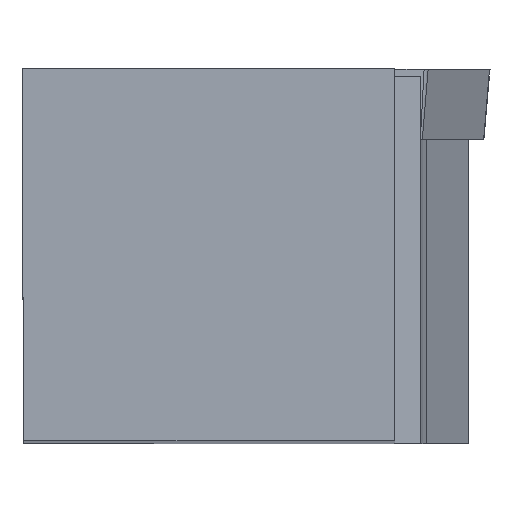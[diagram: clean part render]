
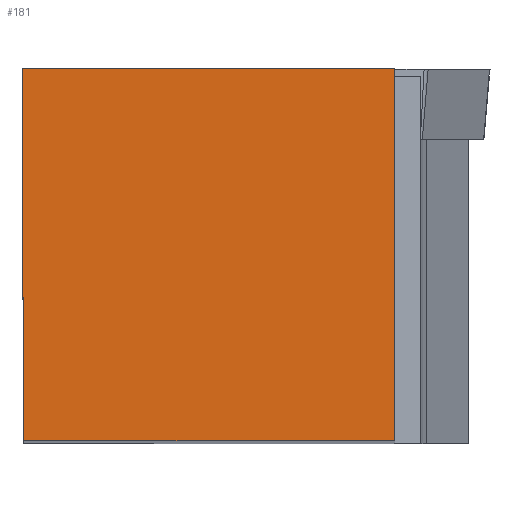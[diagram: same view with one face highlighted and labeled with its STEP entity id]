
A CAD part, top view. The second image highlights one B-rep face of the part: STEP entity #181.
In plain terms, the highlighted planar face has unit normal (0, 0, 1).
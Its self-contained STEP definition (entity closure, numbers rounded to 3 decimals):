
#142=FACE_OUTER_BOUND('',#406,.T.);
#181=ADVANCED_FACE('BLANK_BOXF006',(#142),#210,.F.);
#210=PLANE('',#929);
#236=LINE('',#1322,#300);
#249=LINE('',#1353,#313);
#255=LINE('',#1363,#319);
#272=LINE('',#1429,#336);
#300=VECTOR('',#1030,1.);
#313=VECTOR('',#1051,1.);
#319=VECTOR('',#1059,1.);
#336=VECTOR('',#1118,1.);
#406=EDGE_LOOP('',(#570,#571,#572,#573));
#570=ORIENTED_EDGE('',*,*,#734,.T.);
#571=ORIENTED_EDGE('',*,*,#714,.T.);
#572=ORIENTED_EDGE('',*,*,#728,.T.);
#573=ORIENTED_EDGE('',*,*,#765,.T.);
#638=VERTEX_POINT('',#1321);
#639=VERTEX_POINT('',#1323);
#652=VERTEX_POINT('',#1352);
#656=VERTEX_POINT('',#1364);
#714=EDGE_CURVE('',#639,#638,#236,.T.);
#728=EDGE_CURVE('',#638,#652,#249,.T.);
#734=EDGE_CURVE('',#656,#639,#255,.T.);
#765=EDGE_CURVE('',#652,#656,#272,.T.);
#929=AXIS2_PLACEMENT_3D('',#1447,#1139,#1140);
#1030=DIRECTION('',(-1.,0.,0.));
#1051=DIRECTION('',(0.004,-1.,0.));
#1059=DIRECTION('',(0.,1.,0.));
#1118=DIRECTION('',(1.,0.,0.));
#1139=DIRECTION('',(0.,0.,-1.));
#1140=DIRECTION('',(1.,0.,0.));
#1321=CARTESIAN_POINT('',(0.,25.273,0.));
#1322=CARTESIAN_POINT('',(143.,25.273,0.));
#1323=CARTESIAN_POINT('',(25.273,25.273,0.));
#1352=CARTESIAN_POINT('',(0.11,0.,0.));
#1353=CARTESIAN_POINT('',(-0.514,142.999,0.));
#1363=CARTESIAN_POINT('',(25.273,-143.,0.));
#1364=CARTESIAN_POINT('',(25.273,0.,0.));
#1429=CARTESIAN_POINT('',(-143.,0.,0.));
#1447=CARTESIAN_POINT('',(47.75,-5.,0.));
